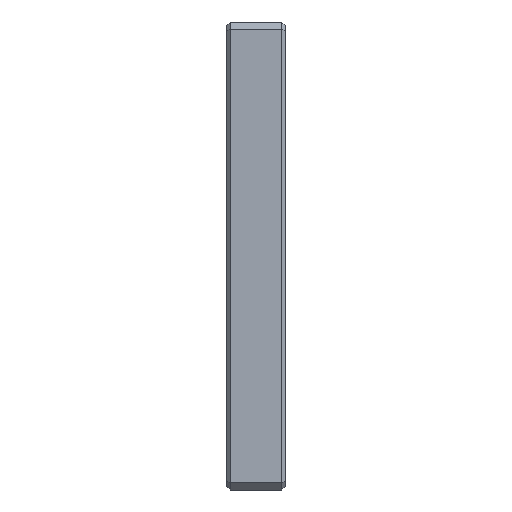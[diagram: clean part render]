
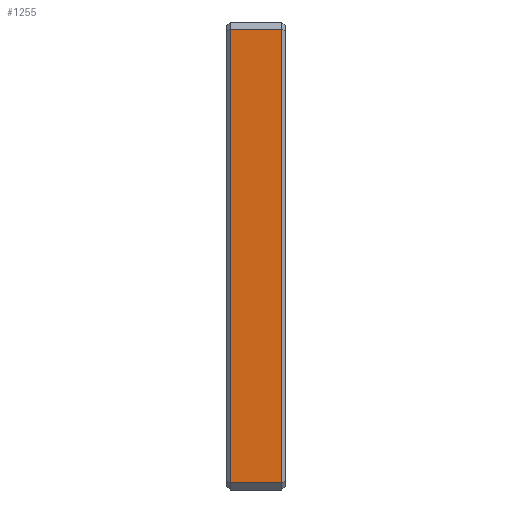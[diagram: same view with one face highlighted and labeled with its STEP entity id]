
A CAD part, left-side view. The second image highlights one B-rep face of the part: STEP entity #1255.
In plain terms, the highlighted planar face has unit normal (-1, 0, 0).
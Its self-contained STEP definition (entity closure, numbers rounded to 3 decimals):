
#73 = ORIENTED_EDGE ( 'NONE', *, *, #994, .T. ) ;
#108 = VERTEX_POINT ( 'NONE', #233 ) ;
#114 = FACE_OUTER_BOUND ( 'NONE', #2177, .T. ) ;
#233 = CARTESIAN_POINT ( 'NONE',  ( -32., 7.5, 31. ) ) ;
#364 = VERTEX_POINT ( 'NONE', #1664 ) ;
#446 = VECTOR ( 'NONE', #1672, 1000. ) ;
#472 = CARTESIAN_POINT ( 'NONE',  ( -32., 8., -32. ) ) ;
#501 = EDGE_CURVE ( 'NONE', #108, #676, #1393, .T. ) ;
#574 = CARTESIAN_POINT ( 'NONE',  ( -32., 8., 31. ) ) ;
#584 = VECTOR ( 'NONE', #1916, 1000. ) ;
#631 = CARTESIAN_POINT ( 'NONE',  ( -32., 7.5, -31. ) ) ;
#676 = VERTEX_POINT ( 'NONE', #631 ) ;
#775 = VERTEX_POINT ( 'NONE', #992 ) ;
#908 = CARTESIAN_POINT ( 'NONE',  ( -32., 0.5, -32. ) ) ;
#992 = CARTESIAN_POINT ( 'NONE',  ( -32., 0.5, -31. ) ) ;
#994 = EDGE_CURVE ( 'NONE', #364, #108, #1517, .T. ) ;
#1033 = EDGE_CURVE ( 'NONE', #676, #775, #1342, .T. ) ;
#1165 = PLANE ( 'NONE',  #1166 ) ;
#1166 = AXIS2_PLACEMENT_3D ( 'NONE', #472, #1185, #1891 ) ;
#1185 = DIRECTION ( 'NONE',  ( 1., 0., 0. ) ) ;
#1255 = ADVANCED_FACE ( 'NONE', ( #114 ), #1165, .F. ) ;
#1288 = LINE ( 'NONE', #908, #1430 ) ;
#1342 = LINE ( 'NONE', #1467, #1437 ) ;
#1393 = LINE ( 'NONE', #2101, #584 ) ;
#1430 = VECTOR ( 'NONE', #1991, 1000. ) ;
#1437 = VECTOR ( 'NONE', #1830, 1000. ) ;
#1467 = CARTESIAN_POINT ( 'NONE',  ( -32., 8., -31. ) ) ;
#1516 = ORIENTED_EDGE ( 'NONE', *, *, #1033, .T. ) ;
#1517 = LINE ( 'NONE', #574, #446 ) ;
#1528 = EDGE_CURVE ( 'NONE', #775, #364, #1288, .T. ) ;
#1545 = ORIENTED_EDGE ( 'NONE', *, *, #1528, .T. ) ;
#1664 = CARTESIAN_POINT ( 'NONE',  ( -32., 0.5, 31. ) ) ;
#1672 = DIRECTION ( 'NONE',  ( 0., 1., 0. ) ) ;
#1830 = DIRECTION ( 'NONE',  ( 0., -1., 0. ) ) ;
#1891 = DIRECTION ( 'NONE',  ( 0., 0., -1. ) ) ;
#1916 = DIRECTION ( 'NONE',  ( 0., 0., -1. ) ) ;
#1952 = ORIENTED_EDGE ( 'NONE', *, *, #501, .T. ) ;
#1991 = DIRECTION ( 'NONE',  ( 0., 0., 1. ) ) ;
#2101 = CARTESIAN_POINT ( 'NONE',  ( -32., 7.5, -31. ) ) ;
#2177 = EDGE_LOOP ( 'NONE', ( #1516, #1545, #73, #1952 ) ) ;
